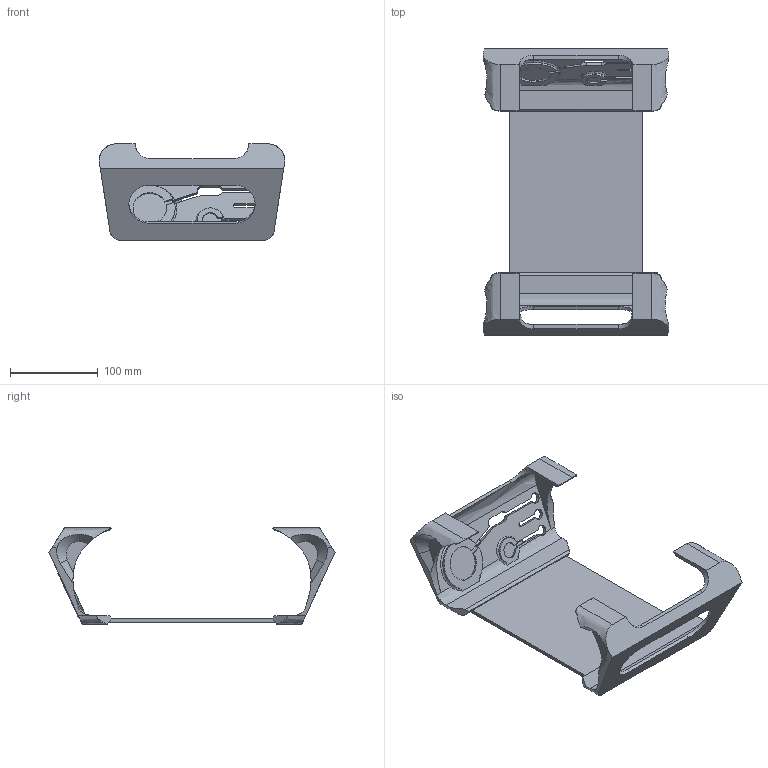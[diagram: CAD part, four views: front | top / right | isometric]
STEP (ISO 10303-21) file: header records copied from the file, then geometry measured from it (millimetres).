
FILE_DESCRIPTION(('FreeCAD Model'),'2;1');
FILE_NAME('Open CASCADE Shape Model','2025-05-03T21:40:06',('FreeCAD'),( 'FreeCAD'),'Open CASCADE STEP processor 7.6','FreeCAD','Unknown');
FILE_SCHEMA(('AUTOMOTIVE_DESIGN { 1 0 10303 214 1 1 1 1 }'));
Length unit declared in the file: millimetre
Products named in the file (1): Open CASCADE STEP translator 7.6 1
Bounding box: 210.81 x 325.27 x 109.43 mm (x, y, z)
Volume: 446458.5 mm3; surface area: 209260.5 mm2
Topology: 5 solids, 5 shells, 195 faces, 530 edges, 343 vertices
Faces by surface type: bspline 195
Entity records: 8574 total; most frequent: CARTESIAN_POINT 5557, ORIENTED_EDGE 1056, EDGE_CURVE 528, B_SPLINE_CURVE_WITH_KNOTS 359, VERTEX_POINT 343, FACE_BOUND 203, EDGE_LOOP 203, ADVANCED_FACE 195
